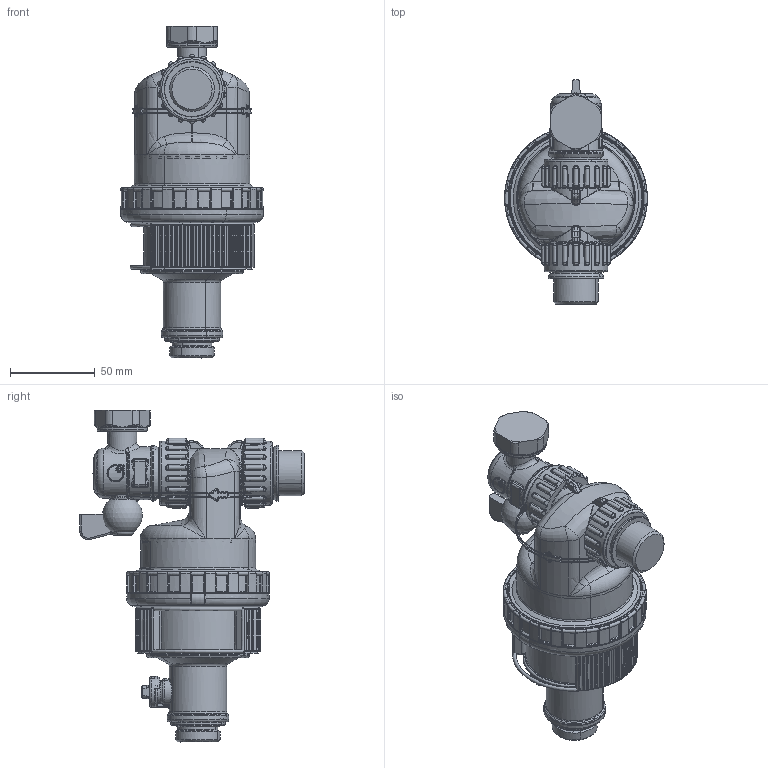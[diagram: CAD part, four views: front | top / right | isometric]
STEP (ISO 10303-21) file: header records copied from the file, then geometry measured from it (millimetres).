
FILE_DESCRIPTION((''),'2;1');
FILE_NAME('545155_ALLCATPART_SW0001','2017-08-25T',('sparenzan'),(''),'CREO PARAMETRIC BY PTC INC, 2016050','CREO PARAMETRIC BY PTC INC, 2016050','');
FILE_SCHEMA(('CONFIG_CONTROL_DESIGN'));
Products named in the file (1): 545155_ALLCATPART_SW0001
Bounding box: 84 x 132 x 195.4 mm (x, y, z)
Surface area: 207083.1 mm2 (no closed solid volume)
Topology: 0 solids, 0 shells, 2019 faces, 9825 edges, 9578 vertices
Faces by surface type: bspline 1773, torus 182, sphere 64
Entity records: 204987 total; most frequent: CARTESIAN_POINT 123846, DIRECTION 12321, TRIMMED_CURVE 9896, DEFINITIONAL_REPRESENTATION 9452, PCURVE 9452, COMPOSITE_CURVE_SEGMENT 9452, VECTOR 7963, LINE 7963
